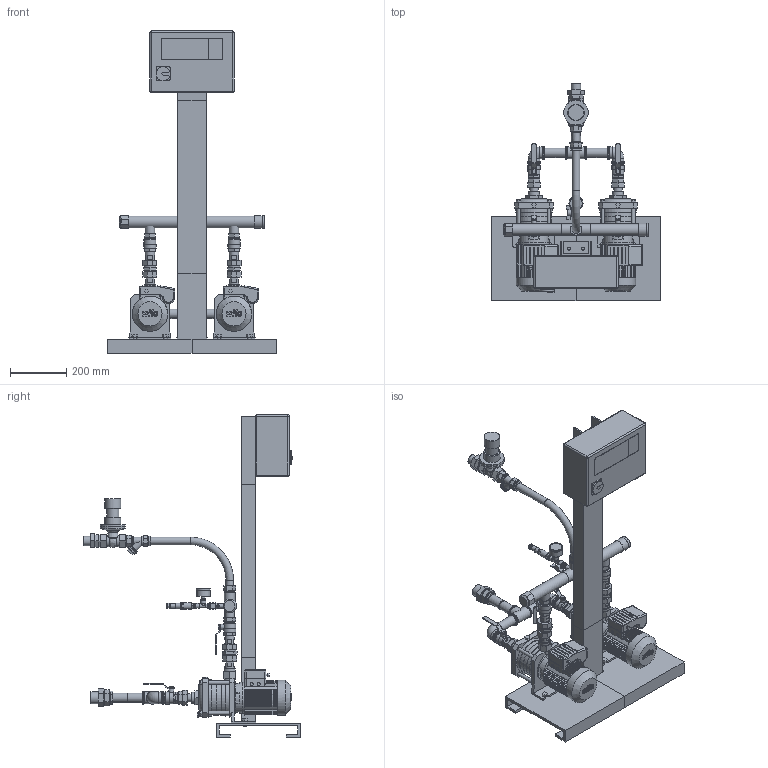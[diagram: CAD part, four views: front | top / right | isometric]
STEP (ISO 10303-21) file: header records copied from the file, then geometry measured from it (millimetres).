
FILE_DESCRIPTION(/* description */ (''),/* implementation_level */ '2;1');
FILE_NAME(/* name */ '3d_WEH-2-303-M_CE-4157259.stp',/* time_stamp */ '2020-11-04T13:31:08+01:00',/* author */ ('Andrzej'),/* organization */ (''),/* preprocessor_version */ 'ST-DEVELOPER v16.13',/* originating_system */ 'AutoCAD Mechanical',/* authorisation */ '');
FILE_SCHEMA (('AUTOMOTIVE_DESIGN { 1 0 10303 214 3 1 1 }'));
Products named in the file (1): Product
Bounding box: 600 x 774.35 x 1150 mm (x, y, z)
Volume: 25390612.3 mm3; surface area: 2947422.1 mm2
Topology: 91 solids, 91 shells, 2116 faces, 5124 edges, 3262 vertices
Faces by surface type: plane 1430, cylinder 488, bspline 69, sphere 52, torus 41, cone 36
Full cylindrical faces by diameter (mm): 10 x2, 11 x7, 11.1 x1, 11.8 x1, 12 x5, 13 x1, 13.454 x8, 13.5 x3, 14 x1, 15 x10, 15.7 x2, 17 x1, 18 x4, 18.8 x2, 19.2 x4, 20 x2, 21 x1, 22 x1, 22.8 x2, 24 x1, 26.9 x2, 27.3 x1, 29.7 x2, 32.4 x2, 33.7 x21, 34.8 x1, 36 x2, 38 x1, 39.4 x2, 39.7 x4
Entity records: 61270 total; most frequent: CARTESIAN_POINT 12806, DIRECTION 9990, ORIENTED_EDGE 9558, EDGE_CURVE 4779, AXIS2_PLACEMENT_3D 3345, LINE 3300, VECTOR 3300, VERTEX_POINT 3189
